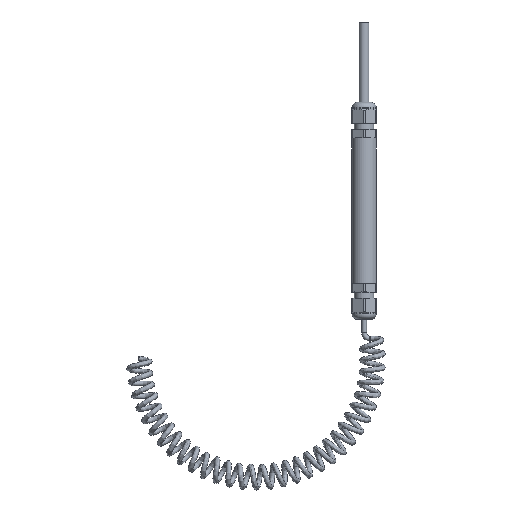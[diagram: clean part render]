
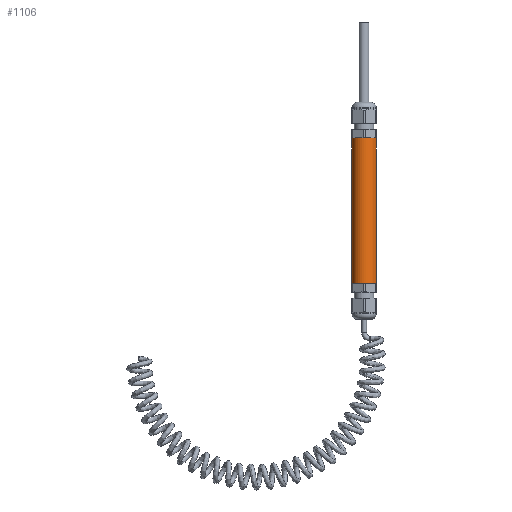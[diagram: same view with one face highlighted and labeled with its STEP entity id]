
A CAD part, front view. The second image highlights one B-rep face of the part: STEP entity #1106.
In plain terms, the highlighted cylindrical face has radius 7.5 mm (diameter 15 mm), a full revolution.
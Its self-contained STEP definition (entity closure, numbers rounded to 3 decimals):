
#99=LINE('',#8970,#151);
#151=VECTOR('',#1438,7.5);
#203=CYLINDRICAL_SURFACE('',#1236,7.5);
#282=FACE_OUTER_BOUND('',#358,.T.);
#358=EDGE_LOOP('',(#806,#807,#808,#809));
#448=CIRCLE('',#1237,7.5);
#449=CIRCLE('',#1238,7.5);
#529=VERTEX_POINT('',#8967);
#530=VERTEX_POINT('',#8969);
#634=EDGE_CURVE('',#529,#529,#448,.T.);
#635=EDGE_CURVE('',#529,#530,#99,.T.);
#636=EDGE_CURVE('',#530,#530,#449,.T.);
#806=ORIENTED_EDGE('',*,*,#634,.F.);
#807=ORIENTED_EDGE('',*,*,#635,.T.);
#808=ORIENTED_EDGE('',*,*,#636,.T.);
#809=ORIENTED_EDGE('',*,*,#635,.F.);
#1106=ADVANCED_FACE('',(#282),#203,.T.);
#1236=AXIS2_PLACEMENT_3D('',#8966,#1434,#1435);
#1237=AXIS2_PLACEMENT_3D('',#8968,#1436,#1437);
#1238=AXIS2_PLACEMENT_3D('',#8971,#1439,#1440);
#1434=DIRECTION('center_axis',(0.,0.,1.));
#1435=DIRECTION('ref_axis',(1.,0.,0.));
#1436=DIRECTION('center_axis',(0.,0.,1.));
#1437=DIRECTION('ref_axis',(1.,0.,0.));
#1438=DIRECTION('',(0.,0.,-1.));
#1439=DIRECTION('center_axis',(0.,0.,1.));
#1440=DIRECTION('ref_axis',(1.,0.,0.));
#8966=CARTESIAN_POINT('Origin',(0.,0.,0.));
#8967=CARTESIAN_POINT('',(-7.5,0.,90.));
#8968=CARTESIAN_POINT('Origin',(0.,0.,90.));
#8969=CARTESIAN_POINT('',(-7.5,0.,0.));
#8970=CARTESIAN_POINT('',(-7.5,0.,0.));
#8971=CARTESIAN_POINT('Origin',(0.,0.,0.));
